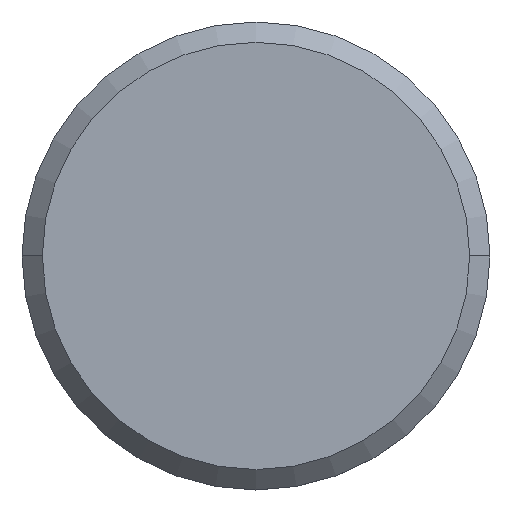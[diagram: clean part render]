
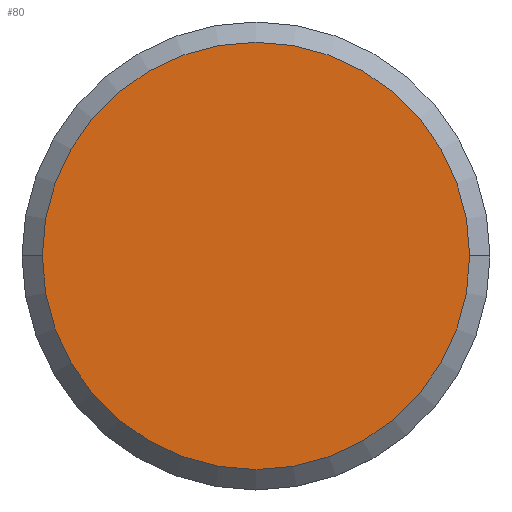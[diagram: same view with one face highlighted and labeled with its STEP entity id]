
A CAD part, top view. The second image highlights one B-rep face of the part: STEP entity #80.
In plain terms, the highlighted planar face has unit normal (0, 0, 1).
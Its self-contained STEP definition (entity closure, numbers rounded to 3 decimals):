
#1 = CARTESIAN_POINT ( 'NONE',  ( -10.5, 0., 2. ) ) ;
#40 = CARTESIAN_POINT ( 'NONE',  ( 0., 0., 2. ) ) ;
#46 = AXIS2_PLACEMENT_3D ( 'NONE', #40, #102, #51 ) ;
#51 = DIRECTION ( 'NONE',  ( 1., 0., 0. ) ) ;
#52 = CARTESIAN_POINT ( 'NONE',  ( 10.5, 0., 2. ) ) ;
#59 = ORIENTED_EDGE ( 'NONE', *, *, #71, .T. ) ;
#71 = EDGE_CURVE ( 'NONE', #73, #107, #327, .T. ) ;
#73 = VERTEX_POINT ( 'NONE', #1 ) ;
#80 = ADVANCED_FACE ( 'NONE', ( #141 ), #205, .T. ) ;
#98 = EDGE_CURVE ( 'NONE', #107, #73, #309, .T. ) ;
#102 = DIRECTION ( 'NONE',  ( 0., 0., 1. ) ) ;
#104 = DIRECTION ( 'NONE',  ( 0., 0., 1. ) ) ;
#107 = VERTEX_POINT ( 'NONE', #52 ) ;
#113 = EDGE_LOOP ( 'NONE', ( #59, #227 ) ) ;
#138 = DIRECTION ( 'NONE',  ( 0., 0., 1. ) ) ;
#141 = FACE_OUTER_BOUND ( 'NONE', #113, .T. ) ;
#205 = PLANE ( 'NONE',  #46 ) ;
#206 = DIRECTION ( 'NONE',  ( 1., 0., 0. ) ) ;
#227 = ORIENTED_EDGE ( 'NONE', *, *, #98, .T. ) ;
#241 = CARTESIAN_POINT ( 'NONE',  ( 0., 0., 2. ) ) ;
#255 = DIRECTION ( 'NONE',  ( 1., 0., 0. ) ) ;
#309 = CIRCLE ( 'NONE', #399, 10.5 ) ;
#311 = CARTESIAN_POINT ( 'NONE',  ( 0., 0., 2. ) ) ;
#327 = CIRCLE ( 'NONE', #361, 10.5 ) ;
#361 = AXIS2_PLACEMENT_3D ( 'NONE', #241, #104, #206 ) ;
#399 = AXIS2_PLACEMENT_3D ( 'NONE', #311, #138, #255 ) ;
